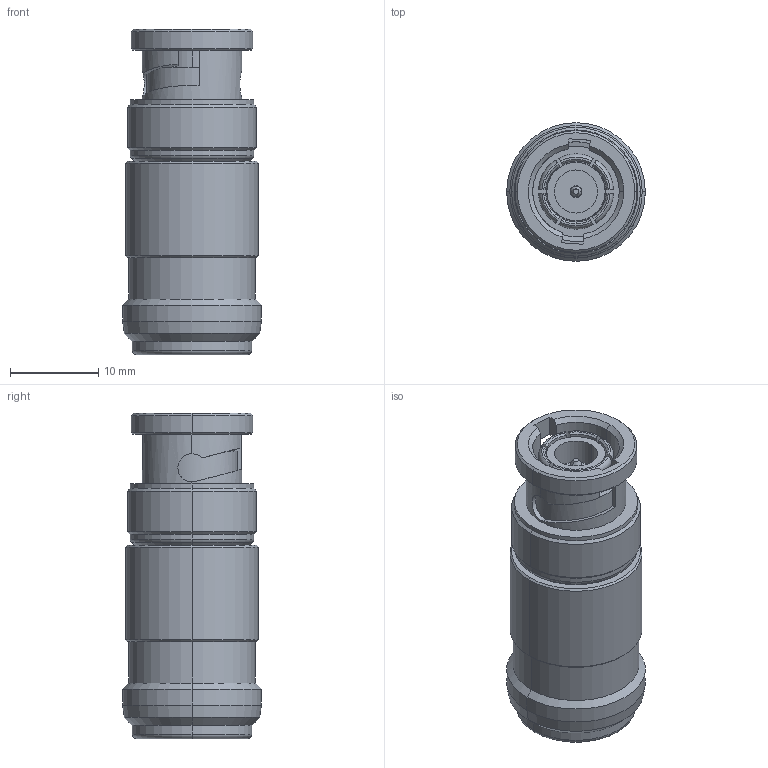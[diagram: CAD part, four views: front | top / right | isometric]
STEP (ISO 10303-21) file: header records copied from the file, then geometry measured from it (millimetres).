
FILE_DESCRIPTION (( 'STEP AP214' ), '1' );
FILE_NAME ('J01008A0824.STEP', '2018-11-15T10:45:44', ( '' ), ( '' ), 'SwSTEP 2.0', 'SolidWorks 2017', '' );
FILE_SCHEMA (( 'AUTOMOTIVE_DESIGN' ));
Length unit declared in the file: millimetre
Products named in the file (1): J01008A0824
Bounding box: 15.7 x 15.7 x 36.85 mm (x, y, z)
Volume: 5164.3 mm3; surface area: 2743.4 mm2
Topology: 1 solids, 1 shells, 163 faces, 398 edges, 252 vertices
Faces by surface type: cylinder 58, plane 51, cone 42, torus 12
Entity records: 6763 total; most frequent: CARTESIAN_POINT 1240, ORIENTED_EDGE 796, DIRECTION 780, EDGE_CURVE 398, AXIS2_PLACEMENT_3D 300, VERTEX_POINT 252, EDGE_LOOP 182, LINE 180
